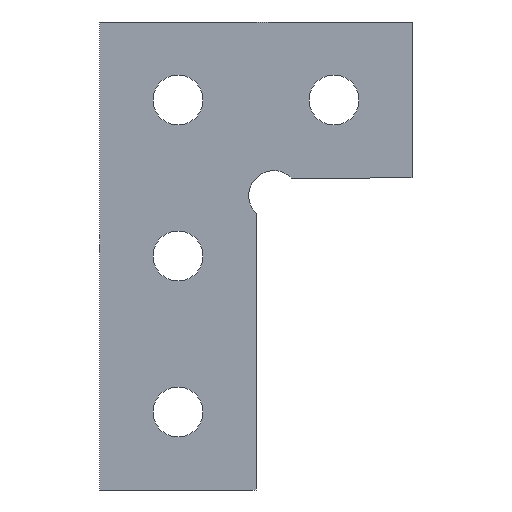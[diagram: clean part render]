
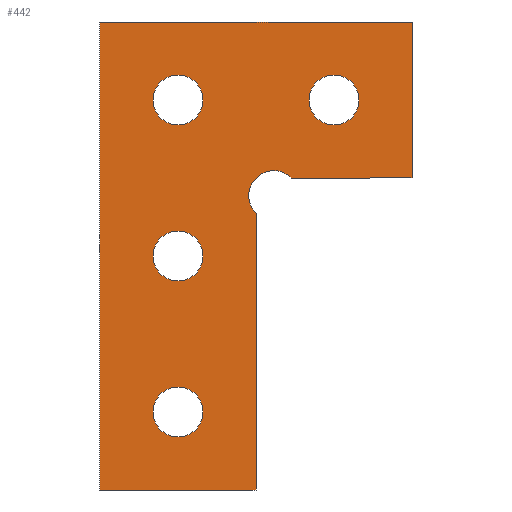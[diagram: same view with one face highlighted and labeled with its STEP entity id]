
A CAD part, front view. The second image highlights one B-rep face of the part: STEP entity #442.
In plain terms, the highlighted planar face has unit normal (0, -1, 0).
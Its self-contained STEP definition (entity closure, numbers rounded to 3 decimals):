
#3 = LINE ( 'NONE', #203, #407 ) ;
#4 = VERTEX_POINT ( 'NONE', #126 ) ;
#17 = CARTESIAN_POINT ( 'NONE',  ( 5., -1.14, -15. ) ) ;
#22 = DIRECTION ( 'NONE',  ( 0., 0., 1. ) ) ;
#24 = CIRCLE ( 'NONE', #171, 1.6 ) ;
#40 = ORIENTED_EDGE ( 'NONE', *, *, #560, .F. ) ;
#55 = CARTESIAN_POINT ( 'NONE',  ( 5., -1.14, -25. ) ) ;
#59 = EDGE_CURVE ( 'NONE', #4, #523, #24, .T. ) ;
#61 = DIRECTION ( 'NONE',  ( 0., 1., 0. ) ) ;
#75 = CARTESIAN_POINT ( 'NONE',  ( 12.263, -1.14, -10. ) ) ;
#78 = DIRECTION ( 'NONE',  ( 0., 1., 0. ) ) ;
#80 = VECTOR ( 'NONE', #194, 1000. ) ;
#83 = DIRECTION ( 'NONE',  ( -1., 0., 0. ) ) ;
#90 = AXIS2_PLACEMENT_3D ( 'NONE', #402, #165, #595 ) ;
#93 = VERTEX_POINT ( 'NONE', #623 ) ;
#96 = CARTESIAN_POINT ( 'NONE',  ( 20., -1.14, -10. ) ) ;
#99 = ORIENTED_EDGE ( 'NONE', *, *, #497, .F. ) ;
#100 = LINE ( 'NONE', #293, #80 ) ;
#103 = EDGE_LOOP ( 'NONE', ( #429, #451 ) ) ;
#109 = CARTESIAN_POINT ( 'NONE',  ( 20., -1.14, 0. ) ) ;
#112 = CARTESIAN_POINT ( 'NONE',  ( 5., -1.14, -25. ) ) ;
#119 = CARTESIAN_POINT ( 'NONE',  ( 0., -1.14, 0. ) ) ;
#125 = DIRECTION ( 'NONE',  ( 0., 0., 1. ) ) ;
#126 = CARTESIAN_POINT ( 'NONE',  ( 5., -1.14, -6.6 ) ) ;
#142 = CIRCLE ( 'NONE', #244, 1.6 ) ;
#144 = CARTESIAN_POINT ( 'NONE',  ( 10., -1.14, -30. ) ) ;
#146 = CARTESIAN_POINT ( 'NONE',  ( 0., -1.14, 0. ) ) ;
#153 = AXIS2_PLACEMENT_3D ( 'NONE', #241, #197, #394 ) ;
#157 = VERTEX_POINT ( 'NONE', #625 ) ;
#161 = VERTEX_POINT ( 'NONE', #478 ) ;
#164 = VECTOR ( 'NONE', #534, 1000. ) ;
#165 = DIRECTION ( 'NONE',  ( 0., 1., 0. ) ) ;
#168 = DIRECTION ( 'NONE',  ( 0., 1., 0. ) ) ;
#171 = AXIS2_PLACEMENT_3D ( 'NONE', #363, #78, #229 ) ;
#172 = DIRECTION ( 'NONE',  ( 0., 0., 1. ) ) ;
#174 = EDGE_CURVE ( 'NONE', #523, #4, #142, .T. ) ;
#182 = LINE ( 'NONE', #376, #328 ) ;
#192 = VERTEX_POINT ( 'NONE', #144 ) ;
#194 = DIRECTION ( 'NONE',  ( 0., 0., -1. ) ) ;
#197 = DIRECTION ( 'NONE',  ( 0., 1., 0. ) ) ;
#203 = CARTESIAN_POINT ( 'NONE',  ( 10., -1.14, -30. ) ) ;
#204 = VERTEX_POINT ( 'NONE', #295 ) ;
#206 = CARTESIAN_POINT ( 'NONE',  ( 15., -1.14, -5. ) ) ;
#207 = ORIENTED_EDGE ( 'NONE', *, *, #577, .T. ) ;
#208 = CARTESIAN_POINT ( 'NONE',  ( 15., -1.14, -6.6 ) ) ;
#210 = CARTESIAN_POINT ( 'NONE',  ( 15., -1.14, -3.4 ) ) ;
#212 = ORIENTED_EDGE ( 'NONE', *, *, #408, .F. ) ;
#215 = CIRCLE ( 'NONE', #481, 1.6 ) ;
#221 = FACE_BOUND ( 'NONE', #345, .T. ) ;
#222 = EDGE_CURVE ( 'NONE', #593, #204, #468, .T. ) ;
#229 = DIRECTION ( 'NONE',  ( 0., 0., 1. ) ) ;
#231 = CARTESIAN_POINT ( 'NONE',  ( 10., -1.14, -12.263 ) ) ;
#234 = CIRCLE ( 'NONE', #578, 1.6 ) ;
#235 = AXIS2_PLACEMENT_3D ( 'NONE', #460, #168, #172 ) ;
#241 = CARTESIAN_POINT ( 'NONE',  ( 5., -1.14, -15. ) ) ;
#244 = AXIS2_PLACEMENT_3D ( 'NONE', #382, #575, #288 ) ;
#246 = DIRECTION ( 'NONE',  ( 0., 0., 1. ) ) ;
#259 = ORIENTED_EDGE ( 'NONE', *, *, #453, .T. ) ;
#260 = DIRECTION ( 'NONE',  ( 0., 1., 0. ) ) ;
#263 = FACE_BOUND ( 'NONE', #554, .T. ) ;
#268 = EDGE_LOOP ( 'NONE', ( #433, #325, #476, #99, #296, #40, #212, #396 ) ) ;
#269 = EDGE_CURVE ( 'NONE', #204, #593, #234, .T. ) ;
#276 = VECTOR ( 'NONE', #395, 1000. ) ;
#287 = EDGE_CURVE ( 'NONE', #353, #292, #306, .T. ) ;
#288 = DIRECTION ( 'NONE',  ( 0., 0., 1. ) ) ;
#292 = VERTEX_POINT ( 'NONE', #208 ) ;
#293 = CARTESIAN_POINT ( 'NONE',  ( 20., -1.14, 0. ) ) ;
#294 = EDGE_CURVE ( 'NONE', #157, #572, #504, .T. ) ;
#295 = CARTESIAN_POINT ( 'NONE',  ( 5., -1.14, -26.6 ) ) ;
#296 = ORIENTED_EDGE ( 'NONE', *, *, #631, .F. ) ;
#298 = AXIS2_PLACEMENT_3D ( 'NONE', #613, #602, #562 ) ;
#302 = CARTESIAN_POINT ( 'NONE',  ( 0., -1.14, -30. ) ) ;
#305 = VERTEX_POINT ( 'NONE', #109 ) ;
#306 = CIRCLE ( 'NONE', #551, 1.6 ) ;
#312 = FACE_BOUND ( 'NONE', #624, .T. ) ;
#319 = DIRECTION ( 'NONE',  ( 1., 0., 0. ) ) ;
#321 = CARTESIAN_POINT ( 'NONE',  ( 11.13, -1.14, -11.13 ) ) ;
#325 = ORIENTED_EDGE ( 'NONE', *, *, #606, .F. ) ;
#327 = EDGE_CURVE ( 'NONE', #292, #353, #589, .T. ) ;
#328 = VECTOR ( 'NONE', #83, 1000. ) ;
#339 = CIRCLE ( 'NONE', #298, 1.6 ) ;
#343 = LINE ( 'NONE', #231, #164 ) ;
#345 = EDGE_LOOP ( 'NONE', ( #401, #591 ) ) ;
#352 = DIRECTION ( 'NONE',  ( -1., 0., 0. ) ) ;
#353 = VERTEX_POINT ( 'NONE', #210 ) ;
#357 = AXIS2_PLACEMENT_3D ( 'NONE', #17, #615, #22 ) ;
#362 = EDGE_CURVE ( 'NONE', #192, #157, #3, .T. ) ;
#363 = CARTESIAN_POINT ( 'NONE',  ( 5., -1.14, -5. ) ) ;
#376 = CARTESIAN_POINT ( 'NONE',  ( 20., -1.14, -10. ) ) ;
#382 = CARTESIAN_POINT ( 'NONE',  ( 5., -1.14, -5. ) ) ;
#388 = CARTESIAN_POINT ( 'NONE',  ( 5., -1.14, -23.4 ) ) ;
#392 = DIRECTION ( 'NONE',  ( 0., 0., 1. ) ) ;
#394 = DIRECTION ( 'NONE',  ( 0., 0., 1. ) ) ;
#395 = DIRECTION ( 'NONE',  ( 0., 0., 1. ) ) ;
#396 = ORIENTED_EDGE ( 'NONE', *, *, #294, .F. ) ;
#397 = VECTOR ( 'NONE', #319, 1000. ) ;
#401 = ORIENTED_EDGE ( 'NONE', *, *, #287, .T. ) ;
#402 = CARTESIAN_POINT ( 'NONE',  ( 15., -1.14, -5. ) ) ;
#407 = VECTOR ( 'NONE', #352, 1000. ) ;
#408 = EDGE_CURVE ( 'NONE', #572, #305, #462, .T. ) ;
#413 = FACE_OUTER_BOUND ( 'NONE', #268, .T. ) ;
#422 = EDGE_CURVE ( 'NONE', #93, #161, #339, .T. ) ;
#429 = ORIENTED_EDGE ( 'NONE', *, *, #222, .T. ) ;
#433 = ORIENTED_EDGE ( 'NONE', *, *, #362, .F. ) ;
#440 = VERTEX_POINT ( 'NONE', #75 ) ;
#441 = CARTESIAN_POINT ( 'NONE',  ( 5., -1.14, -16.6 ) ) ;
#442 = ADVANCED_FACE ( 'NONE', ( #509, #312, #221, #263, #413 ), #466, .F. ) ;
#446 = ORIENTED_EDGE ( 'NONE', *, *, #59, .T. ) ;
#451 = ORIENTED_EDGE ( 'NONE', *, *, #269, .T. ) ;
#453 = EDGE_CURVE ( 'NONE', #596, #607, #561, .T. ) ;
#458 = AXIS2_PLACEMENT_3D ( 'NONE', #112, #61, #246 ) ;
#460 = CARTESIAN_POINT ( 'NONE',  ( 11.13, -1.14, -11.13 ) ) ;
#462 = LINE ( 'NONE', #119, #397 ) ;
#466 = PLANE ( 'NONE',  #235 ) ;
#468 = CIRCLE ( 'NONE', #458, 1.6 ) ;
#473 = CARTESIAN_POINT ( 'NONE',  ( 5., -1.14, -3.4 ) ) ;
#476 = ORIENTED_EDGE ( 'NONE', *, *, #422, .F. ) ;
#478 = CARTESIAN_POINT ( 'NONE',  ( 10., -1.14, -12.263 ) ) ;
#481 = AXIS2_PLACEMENT_3D ( 'NONE', #321, #564, #125 ) ;
#491 = DIRECTION ( 'NONE',  ( 0., 1., 0. ) ) ;
#497 = EDGE_CURVE ( 'NONE', #440, #93, #215, .T. ) ;
#504 = LINE ( 'NONE', #302, #276 ) ;
#509 = FACE_BOUND ( 'NONE', #103, .T. ) ;
#523 = VERTEX_POINT ( 'NONE', #473 ) ;
#534 = DIRECTION ( 'NONE',  ( 0., 0., -1. ) ) ;
#551 = AXIS2_PLACEMENT_3D ( 'NONE', #206, #260, #392 ) ;
#553 = DIRECTION ( 'NONE',  ( 0., 0., 1. ) ) ;
#554 = EDGE_LOOP ( 'NONE', ( #207, #259 ) ) ;
#560 = EDGE_CURVE ( 'NONE', #305, #608, #100, .T. ) ;
#561 = CIRCLE ( 'NONE', #357, 1.6 ) ;
#562 = DIRECTION ( 'NONE',  ( 0., 0., 1. ) ) ;
#564 = DIRECTION ( 'NONE',  ( 0., -1., 0. ) ) ;
#572 = VERTEX_POINT ( 'NONE', #146 ) ;
#575 = DIRECTION ( 'NONE',  ( 0., 1., 0. ) ) ;
#577 = EDGE_CURVE ( 'NONE', #607, #596, #612, .T. ) ;
#578 = AXIS2_PLACEMENT_3D ( 'NONE', #55, #491, #553 ) ;
#589 = CIRCLE ( 'NONE', #90, 1.6 ) ;
#591 = ORIENTED_EDGE ( 'NONE', *, *, #327, .T. ) ;
#593 = VERTEX_POINT ( 'NONE', #388 ) ;
#595 = DIRECTION ( 'NONE',  ( 0., 0., 1. ) ) ;
#596 = VERTEX_POINT ( 'NONE', #441 ) ;
#599 = ORIENTED_EDGE ( 'NONE', *, *, #174, .T. ) ;
#602 = DIRECTION ( 'NONE',  ( 0., -1., 0. ) ) ;
#606 = EDGE_CURVE ( 'NONE', #161, #192, #343, .T. ) ;
#607 = VERTEX_POINT ( 'NONE', #616 ) ;
#608 = VERTEX_POINT ( 'NONE', #96 ) ;
#612 = CIRCLE ( 'NONE', #153, 1.6 ) ;
#613 = CARTESIAN_POINT ( 'NONE',  ( 11.13, -1.14, -11.13 ) ) ;
#615 = DIRECTION ( 'NONE',  ( 0., 1., 0. ) ) ;
#616 = CARTESIAN_POINT ( 'NONE',  ( 5., -1.14, -13.4 ) ) ;
#623 = CARTESIAN_POINT ( 'NONE',  ( 11.13, -1.14, -9.53 ) ) ;
#624 = EDGE_LOOP ( 'NONE', ( #599, #446 ) ) ;
#625 = CARTESIAN_POINT ( 'NONE',  ( 0., -1.14, -30. ) ) ;
#631 = EDGE_CURVE ( 'NONE', #608, #440, #182, .T. ) ;
